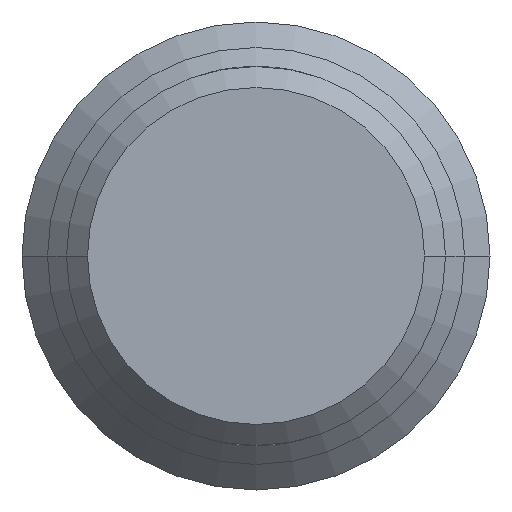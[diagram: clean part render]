
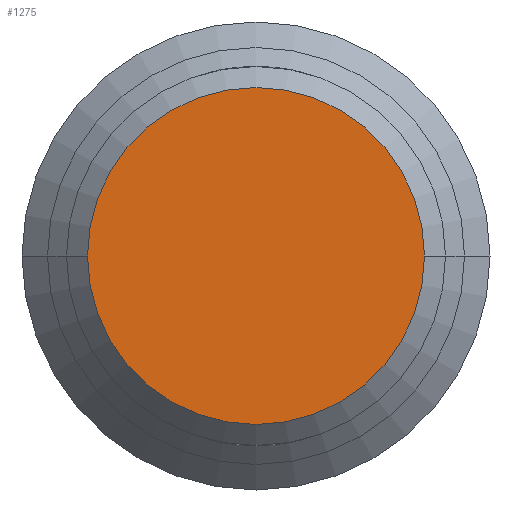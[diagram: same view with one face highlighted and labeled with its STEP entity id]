
A CAD part, front view. The second image highlights one B-rep face of the part: STEP entity #1275.
In plain terms, the highlighted planar face has unit normal (0, -1, 0).
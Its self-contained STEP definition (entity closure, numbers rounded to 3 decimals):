
#39=CARTESIAN_POINT('',(0.,-32.59,0.));
#40=DIRECTION('',(0.,1.,0.));
#41=DIRECTION('',(1.,0.,0.));
#42=AXIS2_PLACEMENT_3D('',#39,#40,#41);
#44=CARTESIAN_POINT('',(0.,-32.59,0.));
#45=DIRECTION('',(0.,1.,0.));
#46=DIRECTION('',(-1.,0.,0.));
#47=AXIS2_PLACEMENT_3D('',#44,#45,#46);
#1060=CARTESIAN_POINT('',(8.,-32.59,0.));
#1061=CARTESIAN_POINT('',(-8.,-32.59,0.));
#1062=VERTEX_POINT('',#1060);
#1063=VERTEX_POINT('',#1061);
#1264=CARTESIAN_POINT('',(0.,-32.59,0.));
#1265=DIRECTION('',(0.,-1.,0.));
#1266=DIRECTION('',(-1.,0.,0.));
#1267=AXIS2_PLACEMENT_3D('',#1264,#1265,#1266);
#1268=PLANE('',#1267);
#1270=ORIENTED_EDGE('',*,*,#1269,.T.);
#1272=ORIENTED_EDGE('',*,*,#1271,.T.);
#1273=EDGE_LOOP('',(#1270,#1272));
#1274=FACE_OUTER_BOUND('',#1273,.F.);
#1275=ADVANCED_FACE('',(#1274),#1268,.T.);
#43=CIRCLE('',#42,8.);
#48=CIRCLE('',#47,8.);
#1269=EDGE_CURVE('',#1062,#1063,#43,.T.);
#1271=EDGE_CURVE('',#1063,#1062,#48,.T.);
